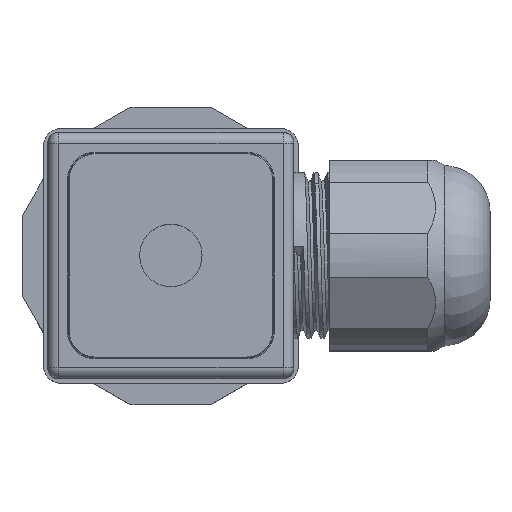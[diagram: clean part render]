
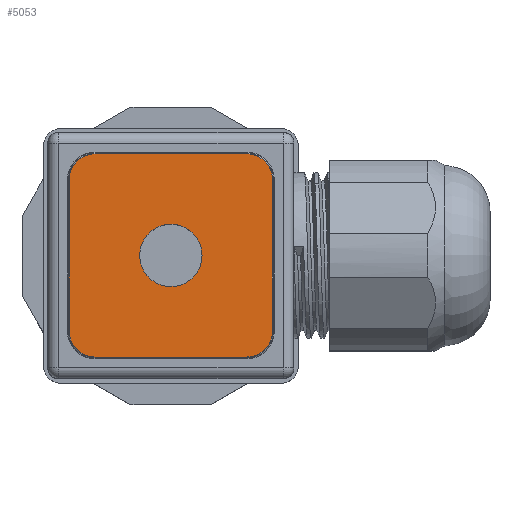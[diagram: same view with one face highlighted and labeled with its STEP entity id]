
A CAD part, top view. The second image highlights one B-rep face of the part: STEP entity #5053.
In plain terms, the highlighted planar face has unit normal (0, 0, 1).
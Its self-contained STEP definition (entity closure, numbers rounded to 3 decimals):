
#5053=ADVANCED_FACE('',(#11684,#11686),#11688,.T.);
#11684=FACE_BOUND('',#11685,.T.);
#11685=EDGE_LOOP('',(#17949,#17950,#17951,#17952,#17953,#17954,#17955,#17956));
#11686=FACE_BOUND('',#11687,.T.);
#11687=EDGE_LOOP('',(#17957));
#11688=PLANE('',#11689);
#11689=AXIS2_PLACEMENT_3D('',#11690,#11691,#11692);
#11690=CARTESIAN_POINT('',(0.,0.,31.));
#11691=DIRECTION('',(0.,0.,1.));
#11692=DIRECTION('',(1.,0.,0.));
#17949=ORIENTED_EDGE('',*,*,#19738,.T.);
#17950=ORIENTED_EDGE('',*,*,#19739,.F.);
#17951=ORIENTED_EDGE('',*,*,#19740,.T.);
#17952=ORIENTED_EDGE('',*,*,#19741,.F.);
#17953=ORIENTED_EDGE('',*,*,#19742,.T.);
#17954=ORIENTED_EDGE('',*,*,#19743,.F.);
#17955=ORIENTED_EDGE('',*,*,#19744,.T.);
#17956=ORIENTED_EDGE('',*,*,#19745,.F.);
#17957=ORIENTED_EDGE('',*,*,#19746,.T.);
#19738=EDGE_CURVE('',#21832,#21833,#21834,.T.);
#19739=EDGE_CURVE('',#21835,#21833,#21836,.F.);
#19740=EDGE_CURVE('',#21835,#21837,#21838,.T.);
#19741=EDGE_CURVE('',#21839,#21837,#21840,.F.);
#19742=EDGE_CURVE('',#21839,#21841,#21842,.T.);
#19743=EDGE_CURVE('',#21843,#21841,#21844,.F.);
#19744=EDGE_CURVE('',#21843,#21845,#21846,.T.);
#19745=EDGE_CURVE('',#21832,#21845,#21847,.F.);
#19746=EDGE_CURVE('',#21848,#21848,#21849,.F.);
#21832=VERTEX_POINT('',#28584);
#21833=VERTEX_POINT('',#28585);
#21834=LINE('',#28586,#28587);
#21835=VERTEX_POINT('',#28589);
#21836=CIRCLE('',#28590,2.9);
#21837=VERTEX_POINT('',#28594);
#21838=LINE('',#28595,#28596);
#21839=VERTEX_POINT('',#28598);
#21840=CIRCLE('',#28599,2.9);
#21841=VERTEX_POINT('',#28603);
#21842=LINE('',#28604,#28605);
#21843=VERTEX_POINT('',#28607);
#21844=CIRCLE('',#28608,2.9);
#21845=VERTEX_POINT('',#28612);
#21846=LINE('',#28613,#28614);
#21847=CIRCLE('',#28616,2.9);
#21848=VERTEX_POINT('',#28620);
#21849=CIRCLE('',#28621,3.5);
#28584=CARTESIAN_POINT('',(-8.5,-11.4,31.));
#28585=CARTESIAN_POINT('',(8.5,-11.4,31.));
#28586=CARTESIAN_POINT('',(-8.5,-11.4,31.));
#28587=VECTOR('',#28588,1.);
#28588=DIRECTION('',(1.,0.,0.));
#28589=CARTESIAN_POINT('',(11.4,-8.5,31.));
#28590=AXIS2_PLACEMENT_3D('',#28591,#28592,#28593);
#28591=CARTESIAN_POINT('',(8.5,-8.5,31.));
#28592=DIRECTION('',(-0.,0.,1.));
#28593=DIRECTION('',(0.,-1.,0.));
#28594=CARTESIAN_POINT('',(11.4,8.5,31.));
#28595=CARTESIAN_POINT('',(11.4,-8.5,31.));
#28596=VECTOR('',#28597,1.);
#28597=DIRECTION('',(0.,1.,0.));
#28598=CARTESIAN_POINT('',(8.5,11.4,31.));
#28599=AXIS2_PLACEMENT_3D('',#28600,#28601,#28602);
#28600=CARTESIAN_POINT('',(8.5,8.5,31.));
#28601=DIRECTION('',(0.,0.,1.));
#28602=DIRECTION('',(1.,0.,0.));
#28603=CARTESIAN_POINT('',(-8.5,11.4,31.));
#28604=CARTESIAN_POINT('',(8.5,11.4,31.));
#28605=VECTOR('',#28606,1.);
#28606=DIRECTION('',(-1.,0.,0.));
#28607=CARTESIAN_POINT('',(-11.4,8.5,31.));
#28608=AXIS2_PLACEMENT_3D('',#28609,#28610,#28611);
#28609=CARTESIAN_POINT('',(-8.5,8.5,31.));
#28610=DIRECTION('',(0.,-0.,1.));
#28611=DIRECTION('',(0.,1.,0.));
#28612=CARTESIAN_POINT('',(-11.4,-8.5,31.));
#28613=CARTESIAN_POINT('',(-11.4,8.5,31.));
#28614=VECTOR('',#28615,1.);
#28615=DIRECTION('',(0.,-1.,0.));
#28616=AXIS2_PLACEMENT_3D('',#28617,#28618,#28619);
#28617=CARTESIAN_POINT('',(-8.5,-8.5,31.));
#28618=DIRECTION('',(-0.,0.,1.));
#28619=DIRECTION('',(-1.,0.,0.));
#28620=CARTESIAN_POINT('',(3.5,0.,31.));
#28621=AXIS2_PLACEMENT_3D('',#28622,#28623,#28624);
#28622=CARTESIAN_POINT('',(0.,0.,31.));
#28623=DIRECTION('',(0.,0.,1.));
#28624=DIRECTION('',(1.,0.,0.));
